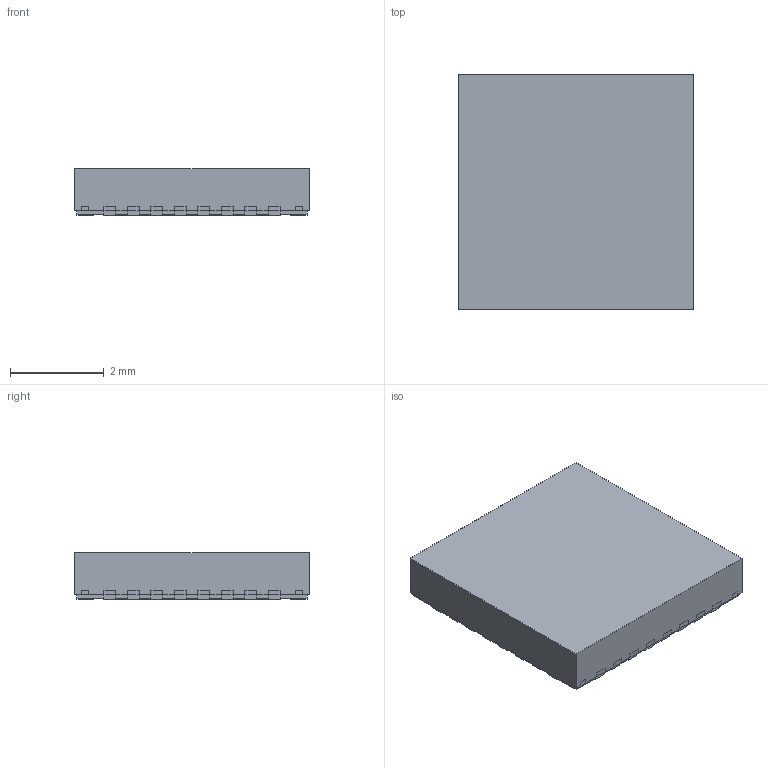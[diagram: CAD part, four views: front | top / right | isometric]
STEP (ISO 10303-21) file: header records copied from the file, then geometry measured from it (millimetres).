
FILE_DESCRIPTION((''),'2;1');
FILE_NAME('RHB0032P_ASM','2016-08-15T',('a0412025'),(''),'CREO PARAMETRIC BY PTC INC, 2016050','CREO PARAMETRIC BY PTC INC, 2016050','');
FILE_SCHEMA(('AUTOMOTIVE_DESIGN { 1 0 10303 214 1 1 1 1 }'));
Length unit declared in the file: millimetre
Products named in the file (4): BODY-QFN_AF0; FRAME-RHB0032P_AF0; PIN1-ID; RHB0032P_ASM
Assembly tree (3 placements, depth 2):
  RHB0032P_ASM
    BODY-QFN_AF0
    FRAME-RHB0032P_AF0
    PIN1-ID
Bounding box: 5 x 5 x 1 mm (x, y, z)
Volume: 24.7 mm3; surface area: 127.3 mm2
Topology: 38 solids, 38 shells, 545 faces, 1406 edges, 932 vertices
Faces by surface type: plane 481, cylinder 64
Entity records: 21471 total; most frequent: CARTESIAN_POINT 2897, ORIENTED_EDGE 2812, DIRECTION 2638, PRESENTATION_STYLE_ASSIGNMENT 1477, STYLED_ITEM 1444, CURVE_STYLE 1406, EDGE_CURVE 1406, VECTOR 1278
